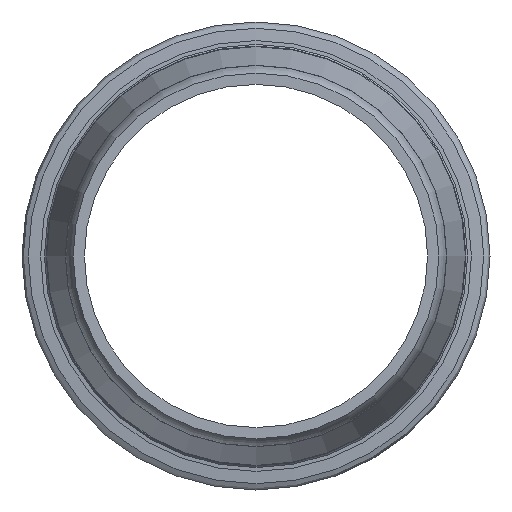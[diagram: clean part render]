
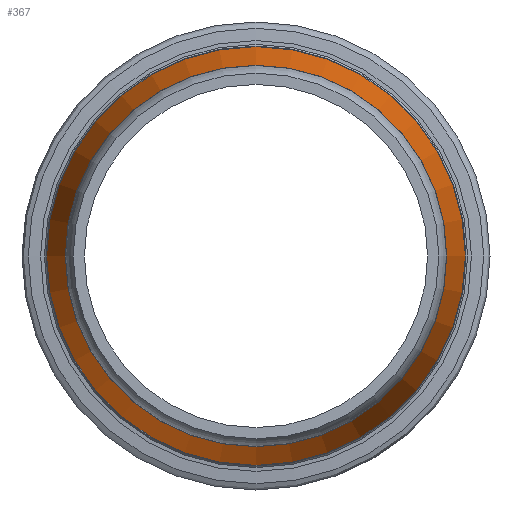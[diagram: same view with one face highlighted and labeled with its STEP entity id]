
A CAD part, front view. The second image highlights one B-rep face of the part: STEP entity #367.
In plain terms, the highlighted conical face has half-angle 15 degrees and reference radius 58.028 mm.
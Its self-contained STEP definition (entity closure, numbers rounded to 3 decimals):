
#17=CONICAL_SURFACE('',#407,58.028,15.);
#35=FACE_BOUND('',#108,.T.);
#70=FACE_OUTER_BOUND('',#107,.T.);
#107=EDGE_LOOP('',(#282));
#108=EDGE_LOOP('',(#283));
#173=CIRCLE('',#403,55.334);
#176=CIRCLE('',#408,60.757);
#208=VERTEX_POINT('',#616);
#211=VERTEX_POINT('',#624);
#243=EDGE_CURVE('',#208,#208,#173,.T.);
#246=EDGE_CURVE('',#211,#211,#176,.T.);
#282=ORIENTED_EDGE('',*,*,#246,.T.);
#283=ORIENTED_EDGE('',*,*,#243,.F.);
#367=ADVANCED_FACE('',(#70,#35),#17,.T.);
#403=AXIS2_PLACEMENT_3D('',#617,#476,#477);
#407=AXIS2_PLACEMENT_3D('',#623,#484,#485);
#408=AXIS2_PLACEMENT_3D('',#625,#486,#487);
#476=DIRECTION('center_axis',(0.,-1.,0.));
#477=DIRECTION('ref_axis',(-1.,0.,0.));
#484=DIRECTION('center_axis',(0.,1.,0.));
#485=DIRECTION('ref_axis',(1.,0.,0.));
#486=DIRECTION('center_axis',(0.,-1.,0.));
#487=DIRECTION('ref_axis',(1.,0.,0.));
#616=CARTESIAN_POINT('',(55.334,2983.127,0.));
#617=CARTESIAN_POINT('Origin',(0.,2983.127,0.));
#623=CARTESIAN_POINT('Origin',(0.,2993.182,0.));
#624=CARTESIAN_POINT('',(60.757,3003.364,0.));
#625=CARTESIAN_POINT('Origin',(0.,3003.364,0.));
